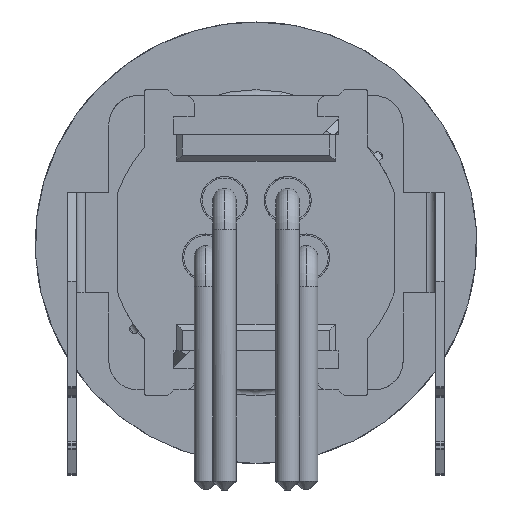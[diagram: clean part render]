
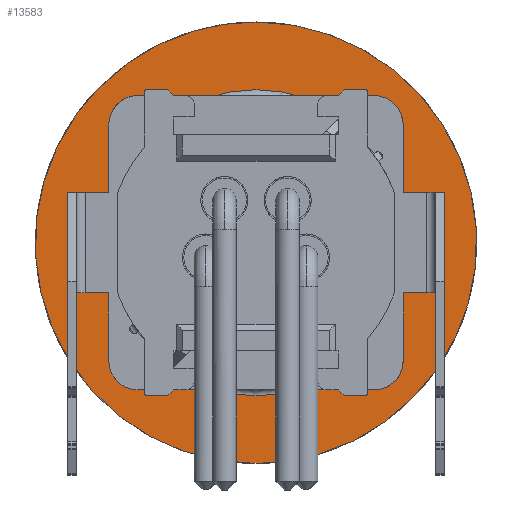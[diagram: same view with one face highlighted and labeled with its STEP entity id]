
A CAD part, front view. The second image highlights one B-rep face of the part: STEP entity #13583.
In plain terms, the highlighted planar face has unit normal (0, -1, 0).
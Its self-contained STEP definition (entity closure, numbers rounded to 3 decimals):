
#13475=AXIS2_PLACEMENT_3D('Circle Axis2P3D',#13473,#13474,$) ;
#13500=AXIS2_PLACEMENT_3D('Circle Axis2P3D',#13498,#13499,$) ;
#13507=AXIS2_PLACEMENT_3D('Circle Axis2P3D',#13505,#13506,$) ;
#13522=AXIS2_PLACEMENT_3D('Plane Axis2P3D',#13519,#13520,#13521) ;
#13470=CARTESIAN_POINT('Vertex',(12.7,12.05,8.4)) ;
#13473=CARTESIAN_POINT('Axis2P3D Location',(7.5,12.05,8.4)) ;
#13477=CARTESIAN_POINT('Vertex',(2.3,12.05,8.4)) ;
#13498=CARTESIAN_POINT('Axis2P3D Location',(7.5,12.05,8.4)) ;
#13502=CARTESIAN_POINT('Vertex',(7.5,12.05,3.2)) ;
#13505=CARTESIAN_POINT('Axis2P3D Location',(7.5,12.05,8.4)) ;
#13519=CARTESIAN_POINT('Axis2P3D Location',(7.5,12.05,2.05)) ;
#13525=CARTESIAN_POINT('Control Point',(7.5,12.05,0.9)) ;
#13526=CARTESIAN_POINT('Control Point',(6.695,12.05,0.9)) ;
#13527=CARTESIAN_POINT('Control Point',(5.89,12.05,1.008)) ;
#13528=CARTESIAN_POINT('Control Point',(5.104,12.05,1.224)) ;
#13529=CARTESIAN_POINT('Control Point',(3.61,12.05,1.862)) ;
#13530=CARTESIAN_POINT('Control Point',(2.337,12.05,2.87)) ;
#13531=CARTESIAN_POINT('Control Point',(1.772,12.05,3.458)) ;
#13532=CARTESIAN_POINT('Control Point',(0.814,12.05,4.769)) ;
#13533=CARTESIAN_POINT('Control Point',(0.236,12.05,6.287)) ;
#13534=CARTESIAN_POINT('Control Point',(0.051,12.05,7.081)) ;
#13535=CARTESIAN_POINT('Control Point',(-0.102,12.05,8.698)) ;
#13536=CARTESIAN_POINT('Control Point',(0.177,12.05,10.298)) ;
#13537=CARTESIAN_POINT('Control Point',(0.423,12.05,11.075)) ;
#13538=CARTESIAN_POINT('Control Point',(1.119,12.05,12.543)) ;
#13539=CARTESIAN_POINT('Control Point',(2.177,12.05,13.775)) ;
#13540=CARTESIAN_POINT('Control Point',(2.786,12.05,14.317)) ;
#13541=CARTESIAN_POINT('Control Point',(4.036,12.05,15.157)) ;
#13542=CARTESIAN_POINT('Control Point',(5.45,12.05,15.664)) ;
#13543=CARTESIAN_POINT('Control Point',(6.125,12.05,15.821)) ;
#13544=CARTESIAN_POINT('Control Point',(6.813,12.05,15.9)) ;
#13545=CARTESIAN_POINT('Control Point',(7.5,12.05,15.9)) ;
#13546=CARTESIAN_POINT('Vertex',(7.5,12.05,0.9)) ;
#13548=CARTESIAN_POINT('Vertex',(7.5,12.05,15.9)) ;
#13552=CARTESIAN_POINT('Control Point',(7.5,12.05,15.9)) ;
#13553=CARTESIAN_POINT('Control Point',(8.305,12.05,15.9)) ;
#13554=CARTESIAN_POINT('Control Point',(9.11,12.05,15.792)) ;
#13555=CARTESIAN_POINT('Control Point',(9.896,12.05,15.576)) ;
#13556=CARTESIAN_POINT('Control Point',(11.39,12.05,14.938)) ;
#13557=CARTESIAN_POINT('Control Point',(12.663,12.05,13.93)) ;
#13558=CARTESIAN_POINT('Control Point',(13.228,12.05,13.342)) ;
#13559=CARTESIAN_POINT('Control Point',(14.186,12.05,12.031)) ;
#13560=CARTESIAN_POINT('Control Point',(14.764,12.05,10.513)) ;
#13561=CARTESIAN_POINT('Control Point',(14.949,12.05,9.719)) ;
#13562=CARTESIAN_POINT('Control Point',(15.102,12.05,8.102)) ;
#13563=CARTESIAN_POINT('Control Point',(14.823,12.05,6.502)) ;
#13564=CARTESIAN_POINT('Control Point',(14.577,12.05,5.725)) ;
#13565=CARTESIAN_POINT('Control Point',(13.881,12.05,4.257)) ;
#13566=CARTESIAN_POINT('Control Point',(12.823,12.05,3.025)) ;
#13567=CARTESIAN_POINT('Control Point',(12.214,12.05,2.483)) ;
#13568=CARTESIAN_POINT('Control Point',(10.964,12.05,1.643)) ;
#13569=CARTESIAN_POINT('Control Point',(9.55,12.05,1.136)) ;
#13570=CARTESIAN_POINT('Control Point',(8.875,12.05,0.979)) ;
#13571=CARTESIAN_POINT('Control Point',(8.187,12.05,0.9)) ;
#13572=CARTESIAN_POINT('Control Point',(7.5,12.05,0.9)) ;
#13474=DIRECTION('Axis2P3D Direction',(0.,1.,0.)) ;
#13499=DIRECTION('Axis2P3D Direction',(0.,1.,0.)) ;
#13506=DIRECTION('Axis2P3D Direction',(0.,1.,0.)) ;
#13520=DIRECTION('Axis2P3D Direction',(0.,-1.,0.)) ;
#13521=DIRECTION('Axis2P3D XDirection',(1.,0.,0.)) ;
#13575=ORIENTED_EDGE('',*,*,#13550,.F.) ;
#13576=ORIENTED_EDGE('',*,*,#13573,.F.) ;
#13579=ORIENTED_EDGE('',*,*,#13504,.T.) ;
#13580=ORIENTED_EDGE('',*,*,#13479,.T.) ;
#13581=ORIENTED_EDGE('',*,*,#13509,.T.) ;
#13582=FACE_BOUND('',#13578,.T.) ;
#13583=ADVANCED_FACE('Hauptkoerper',(#13577,#13582),#13523,.T.) ;
#13524=B_SPLINE_CURVE_WITH_KNOTS('',5,(#13525,#13526,#13527,#13528,#13529,#13530,#13531,#13532,#13533,#13534,#13535,#13536,#13537,#13538,#13539,#13540,#13541,#13542,#13543,#13544,#13545),.UNSPECIFIED.,.F.,.U.,(6,3,3,3,3,3,6),(0.,5.692,11.384,17.076,22.768,28.46,33.321),.UNSPECIFIED.) ;
#13551=B_SPLINE_CURVE_WITH_KNOTS('',5,(#13552,#13553,#13554,#13555,#13556,#13557,#13558,#13559,#13560,#13561,#13562,#13563,#13564,#13565,#13566,#13567,#13568,#13569,#13570,#13571,#13572),.UNSPECIFIED.,.F.,.U.,(6,3,3,3,3,3,6),(0.,5.692,11.384,17.076,22.768,28.46,33.321),.UNSPECIFIED.) ;
#13476=CIRCLE('generated circle',#13475,5.2) ;
#13501=CIRCLE('generated circle',#13500,5.2) ;
#13508=CIRCLE('generated circle',#13507,5.2) ;
#13479=EDGE_CURVE('',#13478,#13471,#13476,.T.) ;
#13504=EDGE_CURVE('',#13503,#13478,#13501,.T.) ;
#13509=EDGE_CURVE('',#13471,#13503,#13508,.T.) ;
#13550=EDGE_CURVE('',#13547,#13549,#13524,.T.) ;
#13573=EDGE_CURVE('',#13549,#13547,#13551,.T.) ;
#13574=EDGE_LOOP('',(#13575,#13576)) ;
#13578=EDGE_LOOP('',(#13579,#13580,#13581)) ;
#13577=FACE_OUTER_BOUND('',#13574,.T.) ;
#13523=PLANE('',#13522) ;
#13471=VERTEX_POINT('',#13470) ;
#13478=VERTEX_POINT('',#13477) ;
#13503=VERTEX_POINT('',#13502) ;
#13547=VERTEX_POINT('',#13546) ;
#13549=VERTEX_POINT('',#13548) ;
